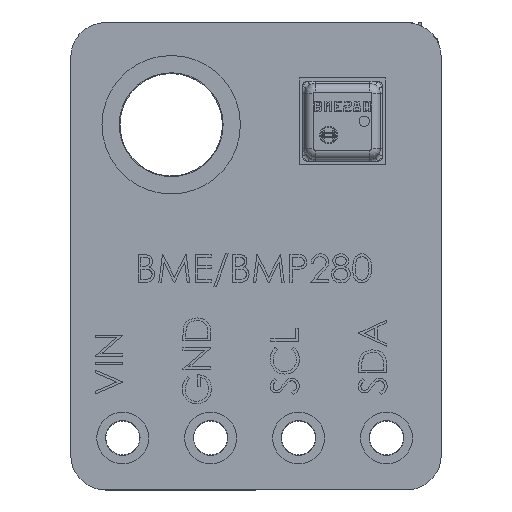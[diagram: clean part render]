
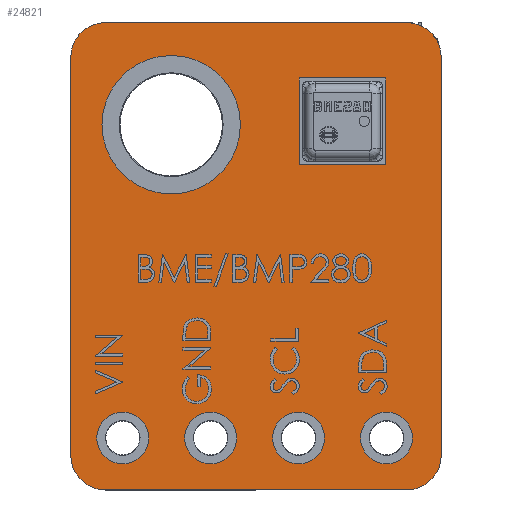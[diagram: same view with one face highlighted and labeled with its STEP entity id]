
A CAD part, top view. The second image highlights one B-rep face of the part: STEP entity #24821.
In plain terms, the highlighted planar face has unit normal (0, 0, 1).
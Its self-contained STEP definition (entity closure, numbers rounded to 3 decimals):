
#528=FACE_BOUND('',#8600,.T.);
#529=FACE_BOUND('',#8601,.T.);
#530=FACE_BOUND('',#8602,.T.);
#531=FACE_BOUND('',#8603,.T.);
#532=FACE_BOUND('',#8604,.T.);
#1214=PLANE('',#26245);
#3311=LINE('',#56118,#5556);
#3317=LINE('',#56133,#5562);
#3324=LINE('',#56159,#5569);
#3325=LINE('',#56161,#5570);
#5556=VECTOR('',#30793,1000.);
#5562=VECTOR('',#30809,1000.);
#5569=VECTOR('',#30842,1000.);
#5570=VECTOR('',#30845,1000.);
#7167=FACE_OUTER_BOUND('',#8599,.T.);
#8599=EDGE_LOOP('',(#21768,#21769,#21770,#21771,#21772,#21773,#21774,#21775));
#8600=EDGE_LOOP('',(#21776));
#8601=EDGE_LOOP('',(#21777));
#8602=EDGE_LOOP('',(#21778));
#8603=EDGE_LOOP('',(#21779));
#8604=EDGE_LOOP('',(#21780));
#9899=CIRCLE('',#26215,1.);
#9908=CIRCLE('',#26227,1.);
#9909=CIRCLE('',#26229,1.);
#9910=CIRCLE('',#26232,1.);
#9911=CIRCLE('',#26234,0.5);
#9912=CIRCLE('',#26236,0.5);
#9913=CIRCLE('',#26238,0.5);
#9914=CIRCLE('',#26240,0.5);
#9915=CIRCLE('',#26242,1.5);
#11904=VERTEX_POINT('',#56087);
#11905=VERTEX_POINT('',#56089);
#11917=VERTEX_POINT('',#56117);
#11918=VERTEX_POINT('',#56121);
#11919=VERTEX_POINT('',#56125);
#11920=VERTEX_POINT('',#56127);
#11921=VERTEX_POINT('',#56131);
#11922=VERTEX_POINT('',#56135);
#11923=VERTEX_POINT('',#56139);
#11924=VERTEX_POINT('',#56143);
#11925=VERTEX_POINT('',#56147);
#11926=VERTEX_POINT('',#56151);
#11927=VERTEX_POINT('',#56155);
#15211=EDGE_CURVE('',#11904,#11905,#9899,.T.);
#15225=EDGE_CURVE('',#11917,#11905,#3311,.T.);
#15227=EDGE_CURVE('',#11917,#11918,#9908,.T.);
#15230=EDGE_CURVE('',#11919,#11920,#9909,.T.);
#15233=EDGE_CURVE('',#11919,#11921,#3317,.T.);
#15235=EDGE_CURVE('',#11922,#11921,#9910,.T.);
#15237=EDGE_CURVE('',#11923,#11923,#9911,.T.);
#15239=EDGE_CURVE('',#11924,#11924,#9912,.T.);
#15241=EDGE_CURVE('',#11925,#11925,#9913,.T.);
#15243=EDGE_CURVE('',#11926,#11926,#9914,.T.);
#15245=EDGE_CURVE('',#11927,#11927,#9915,.T.);
#15246=EDGE_CURVE('',#11922,#11918,#3324,.T.);
#15247=EDGE_CURVE('',#11904,#11920,#3325,.T.);
#21768=ORIENTED_EDGE('',*,*,#15211,.F.);
#21769=ORIENTED_EDGE('',*,*,#15247,.T.);
#21770=ORIENTED_EDGE('',*,*,#15230,.F.);
#21771=ORIENTED_EDGE('',*,*,#15233,.T.);
#21772=ORIENTED_EDGE('',*,*,#15235,.F.);
#21773=ORIENTED_EDGE('',*,*,#15246,.T.);
#21774=ORIENTED_EDGE('',*,*,#15227,.F.);
#21775=ORIENTED_EDGE('',*,*,#15225,.T.);
#21776=ORIENTED_EDGE('',*,*,#15237,.F.);
#21777=ORIENTED_EDGE('',*,*,#15239,.F.);
#21778=ORIENTED_EDGE('',*,*,#15241,.F.);
#21779=ORIENTED_EDGE('',*,*,#15243,.F.);
#21780=ORIENTED_EDGE('',*,*,#15245,.F.);
#24821=ADVANCED_FACE('',(#7167,#528,#529,#530,#531,#532),#1214,.T.);
#26215=AXIS2_PLACEMENT_3D('',#56090,#30766,#30767);
#26227=AXIS2_PLACEMENT_3D('',#56122,#30797,#30798);
#26229=AXIS2_PLACEMENT_3D('',#56128,#30803,#30804);
#26232=AXIS2_PLACEMENT_3D('',#56137,#30813,#30814);
#26234=AXIS2_PLACEMENT_3D('',#56141,#30818,#30819);
#26236=AXIS2_PLACEMENT_3D('',#56145,#30823,#30824);
#26238=AXIS2_PLACEMENT_3D('',#56149,#30828,#30829);
#26240=AXIS2_PLACEMENT_3D('',#56153,#30833,#30834);
#26242=AXIS2_PLACEMENT_3D('',#56157,#30838,#30839);
#26245=AXIS2_PLACEMENT_3D('',#56162,#30846,#30847);
#30766=DIRECTION('center_axis',(0.,0.,-1.));
#30767=DIRECTION('ref_axis',(0.707,-0.707,0.));
#30793=DIRECTION('',(1.,0.,0.));
#30797=DIRECTION('center_axis',(0.,0.,-1.));
#30798=DIRECTION('ref_axis',(-0.707,-0.707,0.));
#30803=DIRECTION('center_axis',(0.,0.,-1.));
#30804=DIRECTION('ref_axis',(0.707,0.707,0.));
#30809=DIRECTION('',(-1.,0.,0.));
#30813=DIRECTION('center_axis',(0.,0.,-1.));
#30814=DIRECTION('ref_axis',(-0.707,0.707,0.));
#30818=DIRECTION('center_axis',(0.,0.,1.));
#30819=DIRECTION('ref_axis',(1.,0.,0.));
#30823=DIRECTION('center_axis',(0.,0.,1.));
#30824=DIRECTION('ref_axis',(1.,0.,0.));
#30828=DIRECTION('center_axis',(0.,0.,1.));
#30829=DIRECTION('ref_axis',(1.,0.,0.));
#30833=DIRECTION('center_axis',(0.,0.,1.));
#30834=DIRECTION('ref_axis',(1.,0.,0.));
#30838=DIRECTION('center_axis',(0.,0.,1.));
#30839=DIRECTION('ref_axis',(1.,0.,0.));
#30842=DIRECTION('',(0.,-1.,0.));
#30845=DIRECTION('',(0.,1.,0.));
#30846=DIRECTION('center_axis',(0.,0.,1.));
#30847=DIRECTION('ref_axis',(1.,0.,0.));
#56087=CARTESIAN_POINT('',(5.35,1.,1.6));
#56089=CARTESIAN_POINT('',(4.35,0.,1.6));
#56090=CARTESIAN_POINT('Origin',(4.35,1.,1.6));
#56117=CARTESIAN_POINT('',(-4.35,0.,1.6));
#56118=CARTESIAN_POINT('',(-5.35,0.,1.6));
#56121=CARTESIAN_POINT('',(-5.35,1.,1.6));
#56122=CARTESIAN_POINT('Origin',(-4.35,1.,1.6));
#56125=CARTESIAN_POINT('',(4.35,13.5,1.6));
#56127=CARTESIAN_POINT('',(5.35,12.5,1.6));
#56128=CARTESIAN_POINT('Origin',(4.35,12.5,1.6));
#56131=CARTESIAN_POINT('',(-4.35,13.5,1.6));
#56133=CARTESIAN_POINT('',(-5.35,13.5,1.6));
#56135=CARTESIAN_POINT('',(-5.35,12.5,1.6));
#56137=CARTESIAN_POINT('Origin',(-4.35,12.5,1.6));
#56139=CARTESIAN_POINT('',(-1.81,1.5,1.6));
#56141=CARTESIAN_POINT('Origin',(-1.31,1.5,1.6));
#56143=CARTESIAN_POINT('',(0.73,1.5,1.6));
#56145=CARTESIAN_POINT('Origin',(1.23,1.5,1.6));
#56147=CARTESIAN_POINT('',(3.27,1.5,1.6));
#56149=CARTESIAN_POINT('Origin',(3.77,1.5,1.6));
#56151=CARTESIAN_POINT('',(-4.35,1.5,1.6));
#56153=CARTESIAN_POINT('Origin',(-3.85,1.5,1.6));
#56155=CARTESIAN_POINT('',(-3.95,10.55,1.6));
#56157=CARTESIAN_POINT('Origin',(-2.45,10.55,1.6));
#56159=CARTESIAN_POINT('',(-5.35,13.5,1.6));
#56161=CARTESIAN_POINT('',(5.35,13.5,1.6));
#56162=CARTESIAN_POINT('Origin',(0.,0.,1.6));
